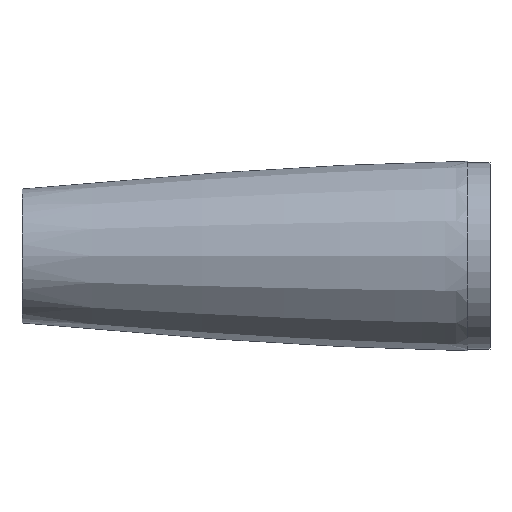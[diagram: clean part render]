
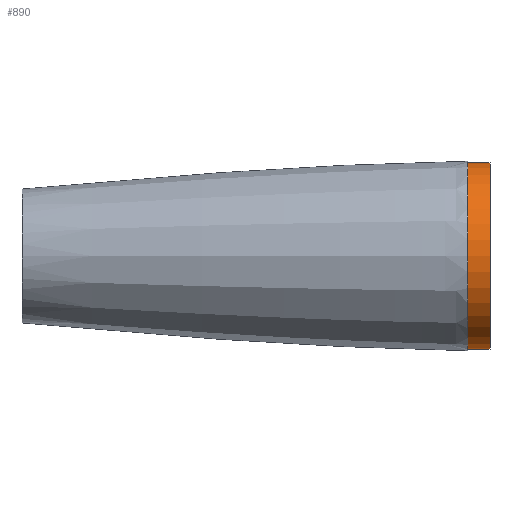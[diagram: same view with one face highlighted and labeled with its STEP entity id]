
A CAD part, top view. The second image highlights one B-rep face of the part: STEP entity #890.
In plain terms, the highlighted cylindrical face has radius 41.9 mm (diameter 83.8 mm), a partial arc.
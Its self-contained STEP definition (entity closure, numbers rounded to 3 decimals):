
#19 = CARTESIAN_POINT ( 'NONE',  ( -10., -41.9, 0. ) ) ;
#28 = ORIENTED_EDGE ( 'NONE', *, *, #2223, .F. ) ;
#202 = FACE_OUTER_BOUND ( 'NONE', #3929, .T. ) ;
#421 = CARTESIAN_POINT ( 'NONE',  ( 0., 41.9, 0. ) ) ;
#530 = ORIENTED_EDGE ( 'NONE', *, *, #1385, .F. ) ;
#709 = CARTESIAN_POINT ( 'NONE',  ( 0., 0., 0. ) ) ;
#884 = ORIENTED_EDGE ( 'NONE', *, *, #2365, .T. ) ;
#890 = ADVANCED_FACE ( 'NONE', ( #202 ), #2706, .T. ) ;
#928 = AXIS2_PLACEMENT_3D ( 'NONE', #4105, #2659, #2353 ) ;
#979 = CARTESIAN_POINT ( 'NONE',  ( -397.405, 41.9, 0. ) ) ;
#1384 = CIRCLE ( 'NONE', #2582, 41.9 ) ;
#1385 = EDGE_CURVE ( 'NONE', #4517, #1532, #3170, .T. ) ;
#1386 = VERTEX_POINT ( 'NONE', #2395 ) ;
#1405 = DIRECTION ( 'NONE',  ( 0., 1., 0. ) ) ;
#1464 = DIRECTION ( 'NONE',  ( 0., 1., 0. ) ) ;
#1512 = DIRECTION ( 'NONE',  ( 1., 0., 0. ) ) ;
#1532 = VERTEX_POINT ( 'NONE', #421 ) ;
#2223 = EDGE_CURVE ( 'NONE', #1532, #1386, #1384, .T. ) ;
#2353 = DIRECTION ( 'NONE',  ( 0., 1., 0. ) ) ;
#2365 = EDGE_CURVE ( 'NONE', #4543, #1386, #2564, .T. ) ;
#2395 = CARTESIAN_POINT ( 'NONE',  ( 0., -41.9, 0. ) ) ;
#2474 = CARTESIAN_POINT ( 'NONE',  ( -10., 41.9, 0. ) ) ;
#2564 = LINE ( 'NONE', #3944, #2730 ) ;
#2578 = CIRCLE ( 'NONE', #3525, 41.9 ) ;
#2582 = AXIS2_PLACEMENT_3D ( 'NONE', #709, #3559, #1405 ) ;
#2610 = DIRECTION ( 'NONE',  ( 1., 0., 0. ) ) ;
#2659 = DIRECTION ( 'NONE',  ( 1., 0., 0. ) ) ;
#2677 = EDGE_CURVE ( 'NONE', #4517, #4543, #2578, .T. ) ;
#2706 = CYLINDRICAL_SURFACE ( 'NONE', #928, 41.9 ) ;
#2720 = DIRECTION ( 'NONE',  ( 1., 0., 0. ) ) ;
#2730 = VECTOR ( 'NONE', #2610, 1000. ) ;
#2831 = VECTOR ( 'NONE', #2720, 1000. ) ;
#3170 = LINE ( 'NONE', #979, #2831 ) ;
#3525 = AXIS2_PLACEMENT_3D ( 'NONE', #3960, #1512, #1464 ) ;
#3559 = DIRECTION ( 'NONE',  ( 1., 0., 0. ) ) ;
#3929 = EDGE_LOOP ( 'NONE', ( #4114, #884, #28, #530 ) ) ;
#3944 = CARTESIAN_POINT ( 'NONE',  ( -397.405, -41.9, 0. ) ) ;
#3960 = CARTESIAN_POINT ( 'NONE',  ( -10., 0., 0. ) ) ;
#4105 = CARTESIAN_POINT ( 'NONE',  ( -397.405, 0., 0. ) ) ;
#4114 = ORIENTED_EDGE ( 'NONE', *, *, #2677, .T. ) ;
#4517 = VERTEX_POINT ( 'NONE', #2474 ) ;
#4543 = VERTEX_POINT ( 'NONE', #19 ) ;
